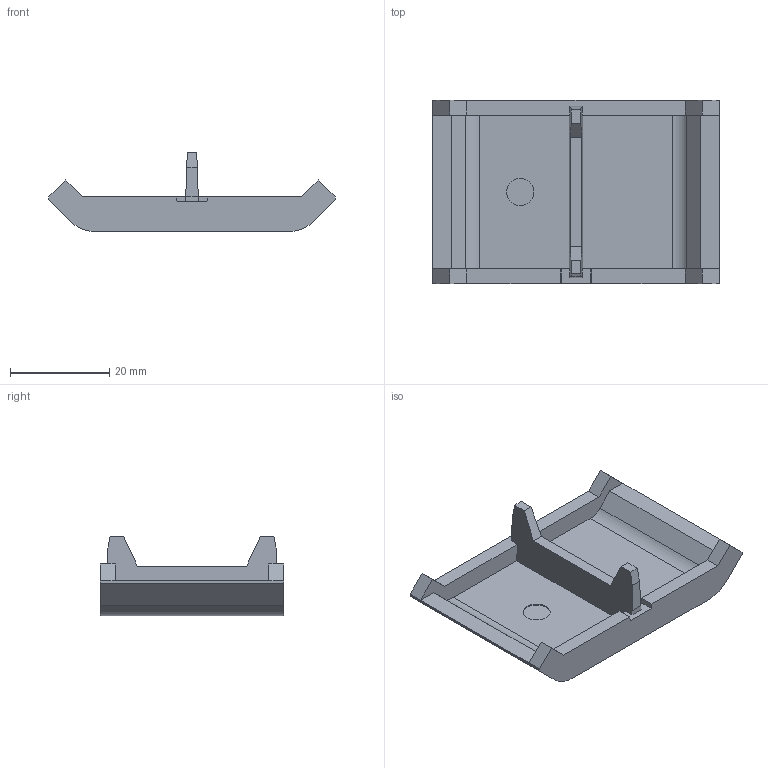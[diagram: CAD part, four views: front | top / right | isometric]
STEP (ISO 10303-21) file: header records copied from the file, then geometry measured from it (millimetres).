
FILE_DESCRIPTION(('FreeCAD Model'),'2;1');
FILE_NAME('Open CASCADE Shape Model','2024-03-20T10:20:14',(''),(''), 'Open CASCADE STEP processor 7.6','FreeCAD','Unknown');
FILE_SCHEMA(('AUTOMOTIVE_DESIGN { 1 0 10303 214 1 1 1 1 }'));
Length unit declared in the file: millimetre
Products named in the file (2): STI8-CE3636; 093WA404_part2
Assembly tree (1 placements, depth 2):
  STI8-CE3636
    093WA404_part2
Bounding box: 57.8 x 36.96 x 16 mm (x, y, z)
Volume: 8410.6 mm3; surface area: 6376.8 mm2
Topology: 1 solids, 1 shells, 50 faces, 137 edges, 90 vertices
Faces by surface type: plane 45, cylinder 5
Full cylindrical faces by diameter (mm): 5.5 x1
Entity records: 3385 total; most frequent: CARTESIAN_POINT 566, DIRECTION 522, LINE 390, VECTOR 390, ORIENTED_EDGE 274, PCURVE 274, DEFINITIONAL_REPRESENTATION 274, EDGE_CURVE 137
